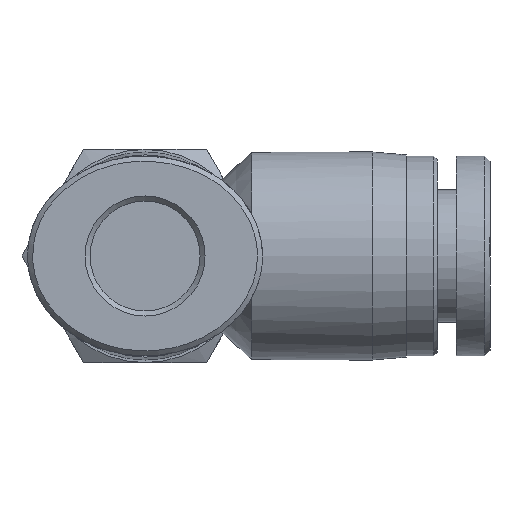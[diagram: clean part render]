
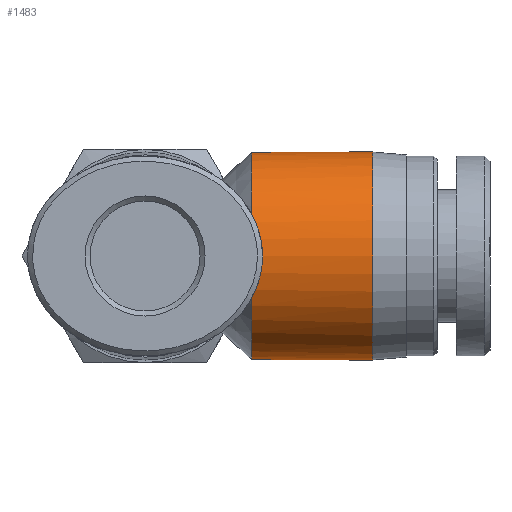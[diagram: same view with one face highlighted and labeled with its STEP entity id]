
A CAD part, left-side view. The second image highlights one B-rep face of the part: STEP entity #1483.
In plain terms, the highlighted cylindrical face has radius 6.2 mm (diameter 12.4 mm), a full revolution.
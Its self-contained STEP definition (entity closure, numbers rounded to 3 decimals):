
#1057=CARTESIAN_POINT('',(6.35,-6.119,-1.0));
#1058=VERTEX_POINT('',#1057);
#1072=CARTESIAN_POINT('',(8.5,-6.119,-1.0));
#1073=VERTEX_POINT('',#1072);
#1074=CARTESIAN_POINT('',(8.5,-6.119,-1.0));
#1075=DIRECTION('',(-1.0,0.0,0.0));
#1076=VECTOR('',#1075,2.15);
#1077=LINE('',#1074,#1076);
#1078=EDGE_CURVE('',#1073,#1058,#1077,.T.);
#1143=CARTESIAN_POINT('',(8.5,-6.119,1.0));
#1144=VERTEX_POINT('',#1143);
#1145=CARTESIAN_POINT('',(8.5,-6.2,0.0));
#1146=VERTEX_POINT('',#1145);
#1147=CARTESIAN_POINT('',(8.5,0.,0.0));
#1148=DIRECTION('',(1.0,0.0,0.0));
#1149=DIRECTION('',(0.0,1.0,0.0));
#1150=AXIS2_PLACEMENT_3D('',#1147,#1148,#1149);
#1151=CIRCLE('',#1150,6.2);
#1152=EDGE_CURVE('',#1144,#1146,#1151,.T.);
#1176=CARTESIAN_POINT('',(8.5,0.,0.0));
#1177=DIRECTION('',(1.0,0.0,0.0));
#1178=DIRECTION('',(0.0,1.0,0.0));
#1179=AXIS2_PLACEMENT_3D('',#1176,#1177,#1178);
#1180=CIRCLE('',#1179,6.2);
#1181=EDGE_CURVE('',#1146,#1073,#1180,.T.);
#1250=CARTESIAN_POINT('',(6.35,-6.119,1.0));
#1251=VERTEX_POINT('',#1250);
#1252=CARTESIAN_POINT('',(6.35,-6.119,1.0));
#1253=DIRECTION('',(1.0,0.0,0.0));
#1254=VECTOR('',#1253,2.15);
#1255=LINE('',#1252,#1254);
#1256=EDGE_CURVE('',#1251,#1144,#1255,.T.);
#1450=CARTESIAN_POINT('',(6.35,0.,0.0));
#1451=DIRECTION('',(1.0,0.0,0.0));
#1452=DIRECTION('',(0.0,1.0,0.0));
#1453=AXIS2_PLACEMENT_3D('',#1450,#1451,#1452);
#1454=CIRCLE('',#1453,6.2);
#1455=EDGE_CURVE('',#1058,#1251,#1454,.T.);
#1460=CARTESIAN_POINT('',(9.95,0.,0.0));
#1461=DIRECTION('',(1.0,0.,0.0));
#1462=DIRECTION('',(0.0,1.0,0.0));
#1463=AXIS2_PLACEMENT_3D('',#1460,#1461,#1462);
#1464=CYLINDRICAL_SURFACE('',#1463,6.2);
#1465=ORIENTED_EDGE('',*,*,#1078,.T.);
#1466=ORIENTED_EDGE('',*,*,#1455,.T.);
#1467=ORIENTED_EDGE('',*,*,#1256,.T.);
#1468=ORIENTED_EDGE('',*,*,#1152,.T.);
#1469=ORIENTED_EDGE('',*,*,#1181,.T.);
#1470=EDGE_LOOP('',(#1465,#1466,#1467,#1468,#1469));
#1471=FACE_OUTER_BOUND('',#1470,.T.);
#1472=CARTESIAN_POINT('',(13.55,6.2,0.0));
#1473=VERTEX_POINT('',#1472);
#1474=CARTESIAN_POINT('',(13.55,0.,0.0));
#1475=DIRECTION('',(1.0,0.0,0.0));
#1476=DIRECTION('',(0.0,1.0,0.0));
#1477=AXIS2_PLACEMENT_3D('',#1474,#1475,#1476);
#1478=CIRCLE('',#1477,6.2);
#1479=EDGE_CURVE('',#1473,#1473,#1478,.T.);
#1480=ORIENTED_EDGE('',*,*,#1479,.F.);
#1481=EDGE_LOOP('',(#1480));
#1482=FACE_BOUND('',#1481,.T.);
#1483=ADVANCED_FACE('',(#1471,#1482),#1464,.T.);
